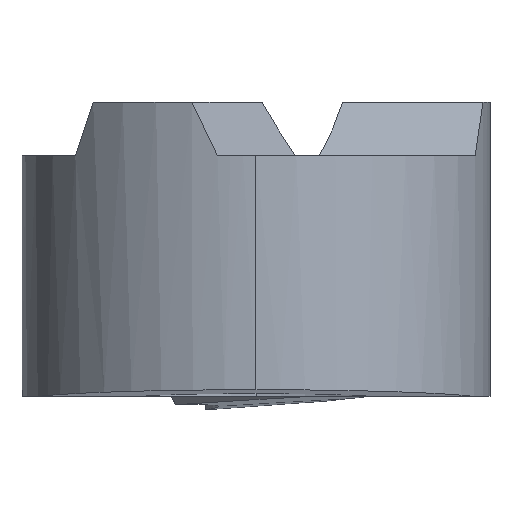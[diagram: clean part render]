
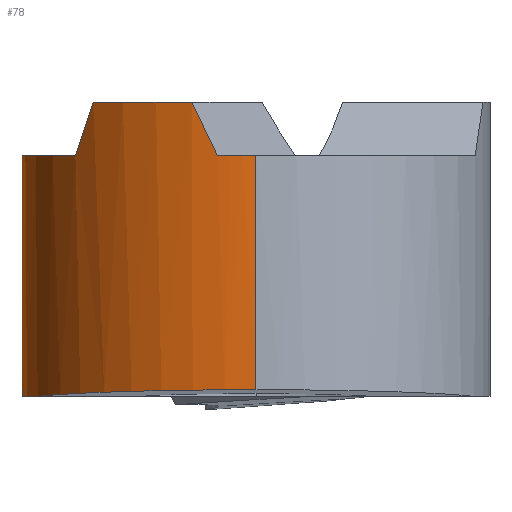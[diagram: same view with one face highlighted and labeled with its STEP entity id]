
A CAD part, left-side view. The second image highlights one B-rep face of the part: STEP entity #78.
In plain terms, the highlighted cylindrical face has radius 3.5 mm (diameter 7 mm), a partial arc.
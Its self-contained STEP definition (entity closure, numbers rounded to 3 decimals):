
#78=ADVANCED_FACE('',(#128),#117,.T.);
#117=CYLINDRICAL_SURFACE('',#817,3.5);
#128=FACE_OUTER_BOUND('',#169,.T.);
#169=EDGE_LOOP('',(#317,#318,#319,#320,#321,#322,#323,#324,#325,#326,#327));
#209=(
BOUNDED_CURVE()
B_SPLINE_CURVE(3,(#1102,#1103,#1104,#1105),.UNSPECIFIED.,.F.,.F.)
B_SPLINE_CURVE_WITH_KNOTS((4,4),(0.,1.),.UNSPECIFIED.)
CURVE()
GEOMETRIC_REPRESENTATION_ITEM()
RATIONAL_B_SPLINE_CURVE((1.,0.883,0.883,1.))
REPRESENTATION_ITEM('')
);
#210=(
BOUNDED_CURVE()
B_SPLINE_CURVE(3,(#1112,#1113,#1114,#1115),.UNSPECIFIED.,.F.,.F.)
B_SPLINE_CURVE_WITH_KNOTS((4,4),(0.,1.),.UNSPECIFIED.)
CURVE()
GEOMETRIC_REPRESENTATION_ITEM()
RATIONAL_B_SPLINE_CURVE((1.,0.999,0.999,1.))
REPRESENTATION_ITEM('')
);
#211=(
BOUNDED_CURVE()
B_SPLINE_CURVE(3,(#1119,#1120,#1121,#1122),.UNSPECIFIED.,.F.,.F.)
B_SPLINE_CURVE_WITH_KNOTS((4,4),(0.,1.),.UNSPECIFIED.)
CURVE()
GEOMETRIC_REPRESENTATION_ITEM()
RATIONAL_B_SPLINE_CURVE((1.,0.999,0.999,1.))
REPRESENTATION_ITEM('')
);
#212=(
BOUNDED_CURVE()
B_SPLINE_CURVE(3,(#1126,#1127,#1128,#1129),.UNSPECIFIED.,.F.,.F.)
B_SPLINE_CURVE_WITH_KNOTS((4,4),(0.,1.),.UNSPECIFIED.)
CURVE()
GEOMETRIC_REPRESENTATION_ITEM()
RATIONAL_B_SPLINE_CURVE((1.,0.999,0.999,1.))
REPRESENTATION_ITEM('')
);
#228=LINE('',#1108,#265);
#229=LINE('',#1133,#266);
#265=VECTOR('',#904,1.);
#266=VECTOR('',#913,1.);
#317=ORIENTED_EDGE('',*,*,#610,.F.);
#318=ORIENTED_EDGE('',*,*,#611,.T.);
#319=ORIENTED_EDGE('',*,*,#612,.F.);
#320=ORIENTED_EDGE('',*,*,#613,.F.);
#321=ORIENTED_EDGE('',*,*,#614,.F.);
#322=ORIENTED_EDGE('',*,*,#615,.F.);
#323=ORIENTED_EDGE('',*,*,#616,.F.);
#324=ORIENTED_EDGE('',*,*,#617,.F.);
#325=ORIENTED_EDGE('',*,*,#618,.F.);
#326=ORIENTED_EDGE('',*,*,#619,.F.);
#327=ORIENTED_EDGE('',*,*,#620,.F.);
#533=VERTEX_POINT('',#1106);
#534=VERTEX_POINT('',#1107);
#535=VERTEX_POINT('',#1109);
#536=VERTEX_POINT('',#1111);
#537=VERTEX_POINT('',#1116);
#538=VERTEX_POINT('',#1118);
#539=VERTEX_POINT('',#1123);
#540=VERTEX_POINT('',#1125);
#541=VERTEX_POINT('',#1130);
#542=VERTEX_POINT('',#1132);
#543=VERTEX_POINT('',#1134);
#610=EDGE_CURVE('',#533,#534,#209,.T.);
#611=EDGE_CURVE('',#533,#535,#228,.T.);
#612=EDGE_CURVE('',#536,#535,#712,.T.);
#613=EDGE_CURVE('',#537,#536,#210,.T.);
#614=EDGE_CURVE('',#538,#537,#713,.T.);
#615=EDGE_CURVE('',#539,#538,#211,.T.);
#616=EDGE_CURVE('',#540,#539,#714,.T.);
#617=EDGE_CURVE('',#541,#540,#212,.T.);
#618=EDGE_CURVE('',#542,#541,#715,.T.);
#619=EDGE_CURVE('',#543,#542,#229,.T.);
#620=EDGE_CURVE('',#534,#543,#716,.T.);
#712=CIRCLE('',#812,3.5);
#713=CIRCLE('',#813,3.5);
#714=CIRCLE('',#814,3.5);
#715=CIRCLE('',#815,3.5);
#716=CIRCLE('',#816,3.5);
#812=AXIS2_PLACEMENT_3D('',#1110,#905,#906);
#813=AXIS2_PLACEMENT_3D('',#1117,#907,#908);
#814=AXIS2_PLACEMENT_3D('',#1124,#909,#910);
#815=AXIS2_PLACEMENT_3D('',#1131,#911,#912);
#816=AXIS2_PLACEMENT_3D('',#1135,#914,#915);
#817=AXIS2_PLACEMENT_3D('',#1136,#916,#917);
#904=DIRECTION('',(0.,0.,1.));
#905=DIRECTION('',(0.,0.,1.));
#906=DIRECTION('',(-1.,0.,0.));
#907=DIRECTION('',(0.,0.,1.));
#908=DIRECTION('',(-1.,0.,0.));
#909=DIRECTION('',(0.,0.,1.));
#910=DIRECTION('',(-1.,0.,0.));
#911=DIRECTION('',(0.,0.,1.));
#912=DIRECTION('',(-1.,0.,0.));
#913=DIRECTION('',(0.,0.,1.));
#914=DIRECTION('',(0.,0.,-1.));
#915=DIRECTION('',(1.,0.,0.));
#916=DIRECTION('',(0.,0.,1.));
#917=DIRECTION('',(-1.,0.,0.));
#1102=CARTESIAN_POINT('',(-3.5,0.,-3.5));
#1103=CARTESIAN_POINT('',(-3.5,1.495,-3.5));
#1104=CARTESIAN_POINT('',(-2.654,2.727,-3.538));
#1105=CARTESIAN_POINT('',(-1.26,3.265,-3.6));
#1106=CARTESIAN_POINT('',(-3.5,0.,-3.5));
#1107=CARTESIAN_POINT('',(-1.26,3.265,-3.6));
#1108=CARTESIAN_POINT('',(-3.5,0.,-4.));
#1109=CARTESIAN_POINT('',(-3.5,0.,0.));
#1110=CARTESIAN_POINT('',(0.,0.,0.));
#1111=CARTESIAN_POINT('',(-3.452,0.577,0.));
#1112=CARTESIAN_POINT('',(-3.366,0.958,0.8));
#1113=CARTESIAN_POINT('',(-3.402,0.833,0.529));
#1114=CARTESIAN_POINT('',(-3.431,0.705,0.262));
#1115=CARTESIAN_POINT('',(-3.452,0.577,0.));
#1116=CARTESIAN_POINT('',(-3.366,0.958,0.8));
#1117=CARTESIAN_POINT('',(0.,0.,0.8));
#1118=CARTESIAN_POINT('',(-2.513,2.436,0.8));
#1119=CARTESIAN_POINT('',(-2.226,2.701,0.));
#1120=CARTESIAN_POINT('',(-2.326,2.618,0.262));
#1121=CARTESIAN_POINT('',(-2.422,2.53,0.529));
#1122=CARTESIAN_POINT('',(-2.513,2.436,0.8));
#1123=CARTESIAN_POINT('',(-2.226,2.701,0.));
#1124=CARTESIAN_POINT('',(0.,0.,0.));
#1125=CARTESIAN_POINT('',(2.226,2.701,0.));
#1126=CARTESIAN_POINT('',(2.513,2.436,0.8));
#1127=CARTESIAN_POINT('',(2.422,2.53,0.529));
#1128=CARTESIAN_POINT('',(2.326,2.618,0.262));
#1129=CARTESIAN_POINT('',(2.226,2.701,0.));
#1130=CARTESIAN_POINT('',(2.513,2.436,0.8));
#1131=CARTESIAN_POINT('',(0.,0.,0.8));
#1132=CARTESIAN_POINT('',(2.82,2.073,0.8));
#1133=CARTESIAN_POINT('',(2.82,2.073,-4.));
#1134=CARTESIAN_POINT('',(2.82,2.073,-3.6));
#1135=CARTESIAN_POINT('',(0.,0.,-3.6));
#1136=CARTESIAN_POINT('',(0.,0.,-4.));
